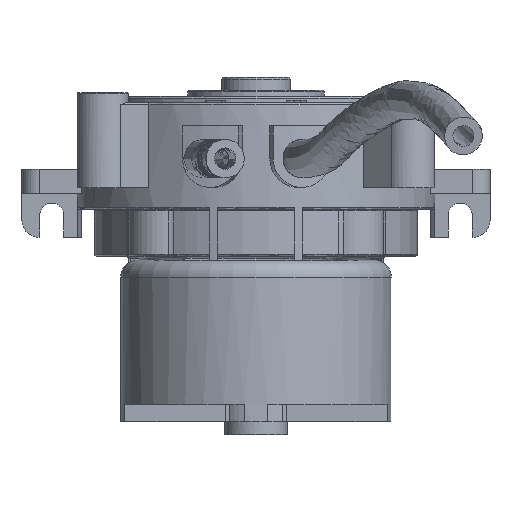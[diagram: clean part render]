
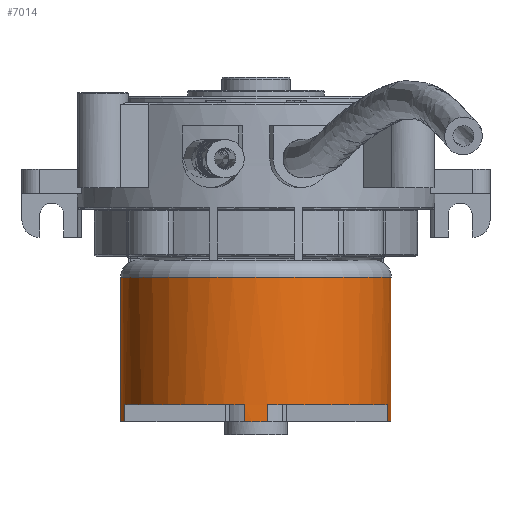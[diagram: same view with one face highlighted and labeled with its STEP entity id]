
A CAD part, front view. The second image highlights one B-rep face of the part: STEP entity #7014.
In plain terms, the highlighted cylindrical face has radius 15.9 mm (diameter 31.8 mm), a full revolution.
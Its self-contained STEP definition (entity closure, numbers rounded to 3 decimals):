
#433=CYLINDRICAL_SURFACE('',#7445,15.9);
#519=FACE_OUTER_BOUND('',#928,.T.);
#928=EDGE_LOOP('',(#4661,#4662,#4663,#4664,#4665,#4666,#4667,#4668,#4669,
#4670,#4671,#4672,#4673,#4674,#4675,#4676,#4677,#4678,#4679,#4680,#4681));
#1389=LINE('',#9975,#1969);
#1390=LINE('',#9979,#1970);
#1391=LINE('',#9983,#1971);
#1392=LINE('',#9986,#1972);
#1393=LINE('',#9988,#1973);
#1394=LINE('',#9991,#1974);
#1395=LINE('',#9993,#1975);
#1396=LINE('',#9996,#1976);
#1397=LINE('',#9998,#1977);
#1969=VECTOR('',#8109,15.9);
#1970=VECTOR('',#8112,2.);
#1971=VECTOR('',#8115,2.);
#1972=VECTOR('',#8118,2.);
#1973=VECTOR('',#8119,2.);
#1974=VECTOR('',#8122,2.);
#1975=VECTOR('',#8123,2.);
#1976=VECTOR('',#8126,2.);
#1977=VECTOR('',#8127,2.);
#2544=CIRCLE('',#7438,15.9);
#2546=CIRCLE('',#7441,15.9);
#2548=CIRCLE('',#7444,15.9);
#2549=CIRCLE('',#7446,15.9);
#2550=CIRCLE('',#7447,15.9);
#2551=CIRCLE('',#7448,15.9);
#2552=CIRCLE('',#7449,15.9);
#2553=CIRCLE('',#7450,15.9);
#2554=CIRCLE('',#7451,15.9);
#2555=CIRCLE('',#7452,15.9);
#2556=CIRCLE('',#7453,15.9);
#2855=VERTEX_POINT('',#9946);
#2856=VERTEX_POINT('',#9948);
#2859=VERTEX_POINT('',#9955);
#2860=VERTEX_POINT('',#9957);
#2863=VERTEX_POINT('',#9964);
#2864=VERTEX_POINT('',#9966);
#2865=VERTEX_POINT('',#9970);
#2866=VERTEX_POINT('',#9971);
#2867=VERTEX_POINT('',#9974);
#2868=VERTEX_POINT('',#9976);
#2869=VERTEX_POINT('',#9978);
#2870=VERTEX_POINT('',#9980);
#2871=VERTEX_POINT('',#9982);
#2872=VERTEX_POINT('',#9984);
#2873=VERTEX_POINT('',#9987);
#2874=VERTEX_POINT('',#9989);
#2875=VERTEX_POINT('',#9992);
#2876=VERTEX_POINT('',#9994);
#2877=VERTEX_POINT('',#9997);
#3569=EDGE_CURVE('',#2855,#2856,#2544,.T.);
#3573=EDGE_CURVE('',#2859,#2860,#2546,.T.);
#3577=EDGE_CURVE('',#2863,#2864,#2548,.T.);
#3579=EDGE_CURVE('',#2865,#2866,#2549,.T.);
#3580=EDGE_CURVE('',#2866,#2865,#2550,.T.);
#3581=EDGE_CURVE('',#2865,#2867,#1389,.T.);
#3582=EDGE_CURVE('',#2868,#2867,#2551,.T.);
#3583=EDGE_CURVE('',#2868,#2869,#1390,.T.);
#3584=EDGE_CURVE('',#2870,#2869,#2552,.T.);
#3585=EDGE_CURVE('',#2871,#2870,#1391,.T.);
#3586=EDGE_CURVE('',#2872,#2871,#2553,.T.);
#3587=EDGE_CURVE('',#2872,#2856,#1392,.T.);
#3588=EDGE_CURVE('',#2873,#2855,#1393,.T.);
#3589=EDGE_CURVE('',#2874,#2873,#2554,.T.);
#3590=EDGE_CURVE('',#2874,#2860,#1394,.T.);
#3591=EDGE_CURVE('',#2875,#2859,#1395,.T.);
#3592=EDGE_CURVE('',#2876,#2875,#2555,.T.);
#3593=EDGE_CURVE('',#2876,#2864,#1396,.T.);
#3594=EDGE_CURVE('',#2877,#2863,#1397,.T.);
#3595=EDGE_CURVE('',#2867,#2877,#2556,.T.);
#4661=ORIENTED_EDGE('',*,*,#3579,.T.);
#4662=ORIENTED_EDGE('',*,*,#3580,.T.);
#4663=ORIENTED_EDGE('',*,*,#3581,.T.);
#4664=ORIENTED_EDGE('',*,*,#3582,.F.);
#4665=ORIENTED_EDGE('',*,*,#3583,.T.);
#4666=ORIENTED_EDGE('',*,*,#3584,.F.);
#4667=ORIENTED_EDGE('',*,*,#3585,.F.);
#4668=ORIENTED_EDGE('',*,*,#3586,.F.);
#4669=ORIENTED_EDGE('',*,*,#3587,.T.);
#4670=ORIENTED_EDGE('',*,*,#3569,.F.);
#4671=ORIENTED_EDGE('',*,*,#3588,.F.);
#4672=ORIENTED_EDGE('',*,*,#3589,.F.);
#4673=ORIENTED_EDGE('',*,*,#3590,.T.);
#4674=ORIENTED_EDGE('',*,*,#3573,.F.);
#4675=ORIENTED_EDGE('',*,*,#3591,.F.);
#4676=ORIENTED_EDGE('',*,*,#3592,.F.);
#4677=ORIENTED_EDGE('',*,*,#3593,.T.);
#4678=ORIENTED_EDGE('',*,*,#3577,.F.);
#4679=ORIENTED_EDGE('',*,*,#3594,.F.);
#4680=ORIENTED_EDGE('',*,*,#3595,.F.);
#4681=ORIENTED_EDGE('',*,*,#3581,.F.);
#7014=ADVANCED_FACE('',(#519),#433,.T.);
#7438=AXIS2_PLACEMENT_3D('',#9949,#8084,#8085);
#7441=AXIS2_PLACEMENT_3D('',#9958,#8092,#8093);
#7444=AXIS2_PLACEMENT_3D('',#9967,#8100,#8101);
#7445=AXIS2_PLACEMENT_3D('',#9969,#8103,#8104);
#7446=AXIS2_PLACEMENT_3D('',#9972,#8105,#8106);
#7447=AXIS2_PLACEMENT_3D('',#9973,#8107,#8108);
#7448=AXIS2_PLACEMENT_3D('',#9977,#8110,#8111);
#7449=AXIS2_PLACEMENT_3D('',#9981,#8113,#8114);
#7450=AXIS2_PLACEMENT_3D('',#9985,#8116,#8117);
#7451=AXIS2_PLACEMENT_3D('',#9990,#8120,#8121);
#7452=AXIS2_PLACEMENT_3D('',#9995,#8124,#8125);
#7453=AXIS2_PLACEMENT_3D('',#9999,#8128,#8129);
#8084=DIRECTION('center_axis',(0.,0.,-1.));
#8085=DIRECTION('ref_axis',(-1.,0.,0.));
#8092=DIRECTION('center_axis',(0.,0.,-1.));
#8093=DIRECTION('ref_axis',(-1.,0.,0.));
#8100=DIRECTION('center_axis',(0.,0.,-1.));
#8101=DIRECTION('ref_axis',(-1.,0.,0.));
#8103=DIRECTION('center_axis',(0.,0.,1.));
#8104=DIRECTION('ref_axis',(1.,0.,0.));
#8105=DIRECTION('center_axis',(0.,0.,-1.));
#8106=DIRECTION('ref_axis',(-1.,0.,0.));
#8107=DIRECTION('center_axis',(0.,0.,-1.));
#8108=DIRECTION('ref_axis',(-1.,0.,0.));
#8109=DIRECTION('',(0.,0.,-1.));
#8110=DIRECTION('center_axis',(0.,0.,-1.));
#8111=DIRECTION('ref_axis',(-1.,0.,0.));
#8112=DIRECTION('',(0.,0.,1.));
#8113=DIRECTION('center_axis',(0.,0.,-1.));
#8114=DIRECTION('ref_axis',(-1.,0.,0.));
#8115=DIRECTION('',(0.,0.,1.));
#8116=DIRECTION('center_axis',(0.,0.,-1.));
#8117=DIRECTION('ref_axis',(-1.,0.,0.));
#8118=DIRECTION('',(0.,0.,1.));
#8119=DIRECTION('',(0.,0.,1.));
#8120=DIRECTION('center_axis',(0.,0.,-1.));
#8121=DIRECTION('ref_axis',(-1.,0.,0.));
#8122=DIRECTION('',(0.,0.,1.));
#8123=DIRECTION('',(0.,0.,1.));
#8124=DIRECTION('center_axis',(0.,0.,-1.));
#8125=DIRECTION('ref_axis',(-1.,0.,0.));
#8126=DIRECTION('',(0.,0.,1.));
#8127=DIRECTION('',(0.,0.,1.));
#8128=DIRECTION('center_axis',(0.,0.,-1.));
#8129=DIRECTION('ref_axis',(-1.,0.,0.));
#9946=CARTESIAN_POINT('',(15.414,-12.9,-23.));
#9948=CARTESIAN_POINT('',(1.375,-24.84,-23.));
#9949=CARTESIAN_POINT('Origin',(0.,-9.,-23.));
#9955=CARTESIAN_POINT('',(1.375,6.84,-23.));
#9957=CARTESIAN_POINT('',(15.414,-5.1,-23.));
#9958=CARTESIAN_POINT('Origin',(0.,-9.,-23.));
#9964=CARTESIAN_POINT('',(-15.414,-5.1,-23.));
#9966=CARTESIAN_POINT('',(-1.375,6.84,-23.));
#9967=CARTESIAN_POINT('Origin',(0.,-9.,-23.));
#9969=CARTESIAN_POINT('Origin',(0.,-9.,-23.));
#9970=CARTESIAN_POINT('',(-15.9,-9.,-8.));
#9971=CARTESIAN_POINT('',(15.9,-9.,-8.));
#9972=CARTESIAN_POINT('Origin',(0.,-9.,-8.));
#9973=CARTESIAN_POINT('Origin',(0.,-9.,-8.));
#9974=CARTESIAN_POINT('',(-15.9,-9.,-25.));
#9975=CARTESIAN_POINT('',(-15.9,-9.,-23.));
#9976=CARTESIAN_POINT('',(-15.414,-12.9,-25.));
#9977=CARTESIAN_POINT('Origin',(0.,-9.,-25.));
#9978=CARTESIAN_POINT('',(-15.414,-12.9,-23.));
#9979=CARTESIAN_POINT('',(-15.414,-12.9,-25.));
#9980=CARTESIAN_POINT('',(-1.375,-24.84,-23.));
#9981=CARTESIAN_POINT('Origin',(0.,-9.,-23.));
#9982=CARTESIAN_POINT('',(-1.375,-24.84,-25.));
#9983=CARTESIAN_POINT('',(-1.375,-24.84,-25.));
#9984=CARTESIAN_POINT('',(1.375,-24.84,-25.));
#9985=CARTESIAN_POINT('Origin',(0.,-9.,-25.));
#9986=CARTESIAN_POINT('',(1.375,-24.84,-25.));
#9987=CARTESIAN_POINT('',(15.414,-12.9,-25.));
#9988=CARTESIAN_POINT('',(15.414,-12.9,-25.));
#9989=CARTESIAN_POINT('',(15.414,-5.1,-25.));
#9990=CARTESIAN_POINT('Origin',(0.,-9.,-25.));
#9991=CARTESIAN_POINT('',(15.414,-5.1,-25.));
#9992=CARTESIAN_POINT('',(1.375,6.84,-25.));
#9993=CARTESIAN_POINT('',(1.375,6.84,-25.));
#9994=CARTESIAN_POINT('',(-1.375,6.84,-25.));
#9995=CARTESIAN_POINT('Origin',(0.,-9.,-25.));
#9996=CARTESIAN_POINT('',(-1.375,6.84,-25.));
#9997=CARTESIAN_POINT('',(-15.414,-5.1,-25.));
#9998=CARTESIAN_POINT('',(-15.414,-5.1,-25.));
#9999=CARTESIAN_POINT('Origin',(0.,-9.,-25.));
